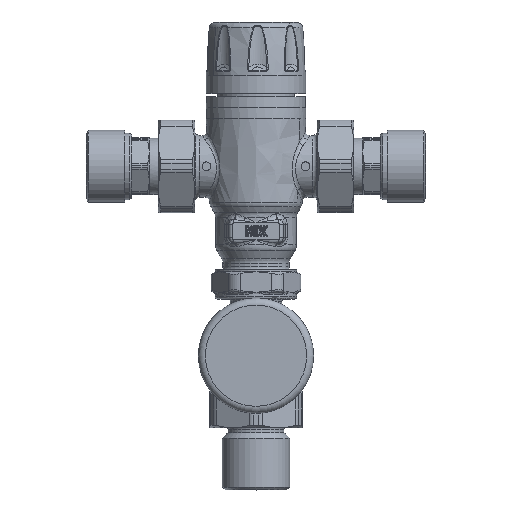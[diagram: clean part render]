
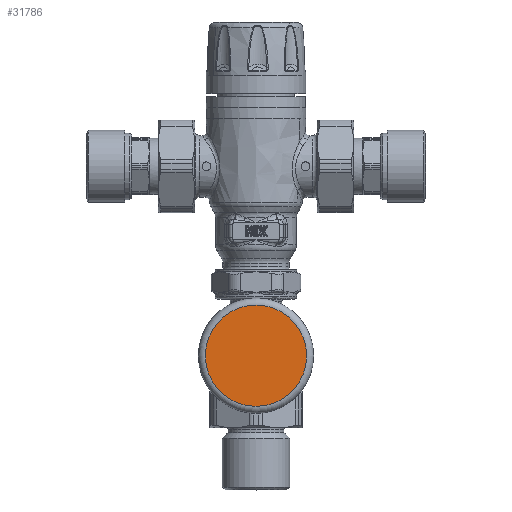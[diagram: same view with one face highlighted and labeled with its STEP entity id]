
A CAD part, top view. The second image highlights one B-rep face of the part: STEP entity #31786.
In plain terms, the highlighted planar face has unit normal (0, 0, 1).
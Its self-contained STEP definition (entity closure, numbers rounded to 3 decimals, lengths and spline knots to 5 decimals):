
#1890=PLANE('',#34664);
#3386=FACE_OUTER_BOUND('',#5429,.T.);
#5429=EDGE_LOOP('',(#24736));
#7249=CIRCLE('',#34658,0.905);
#13182=VERTEX_POINT('',#93134);
#17124=EDGE_CURVE('',#13182,#13182,#7249,.T.);
#24736=ORIENTED_EDGE('',*,*,#17124,.F.);
#31786=ADVANCED_FACE('',(#3386),#1890,.T.);
#34658=AXIS2_PLACEMENT_3D('',#93135,#41067,#41068);
#34664=AXIS2_PLACEMENT_3D('',#93145,#41080,#41081);
#41067=DIRECTION('center_axis',(0.,0.,
-1.));
#41068=DIRECTION('ref_axis',(0.,1.,0.));
#41080=DIRECTION('center_axis',(0.,0.,
1.));
#41081=DIRECTION('ref_axis',(0.,-1.,0.));
#93134=CARTESIAN_POINT('',(0.,-2.48083,1.4924));
#93135=CARTESIAN_POINT('Origin',(0.,-3.38583,
1.4924));
#93145=CARTESIAN_POINT('Origin',(0.,-3.38583,
1.4924));
